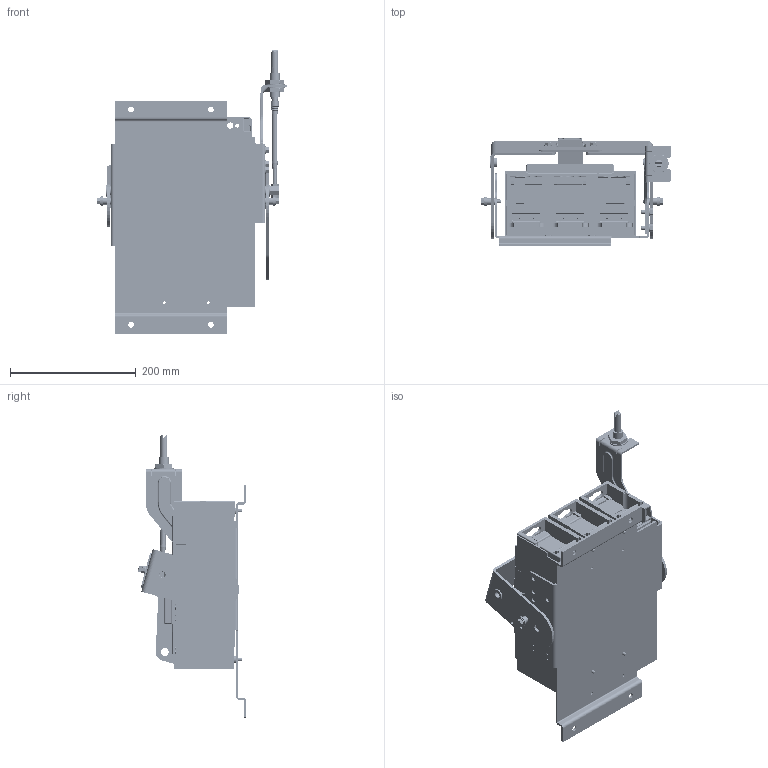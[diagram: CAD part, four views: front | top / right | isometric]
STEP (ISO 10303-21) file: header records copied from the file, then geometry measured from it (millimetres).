
FILE_DESCRIPTION((''),'2;1');
FILE_NAME('2TSE730003P1072','2017-03-09T',('USLAWIL2'),(''),'CREO PARAMETRIC BY PTC INC, 2015290','CREO PARAMETRIC BY PTC INC, 2015290','');
FILE_SCHEMA(('CONFIG_CONTROL_DESIGN'));
Products named in the file (1): 2TSE730003P1072
Bounding box: 302.97 x 172.62 x 451.61 mm (x, y, z)
Surface area: 1278383.5 mm2 (no closed solid volume)
Topology: 0 solids, 5023 shells, 5023 faces, 31513 edges, 31502 vertices
Faces by surface type: plane 3290, cylinder 1083, extrusion 351, cone 151, torus 120, sphere 17, bspline 11
Entity records: 323673 total; most frequent: CARTESIAN_POINT 99954, DIRECTION 39359, VERTEX_POINT 31504, ORIENTED_EDGE 31504, EDGE_CURVE 31504, VECTOR 24133, LINE 23782, AXIS2_PLACEMENT_3D 7613
